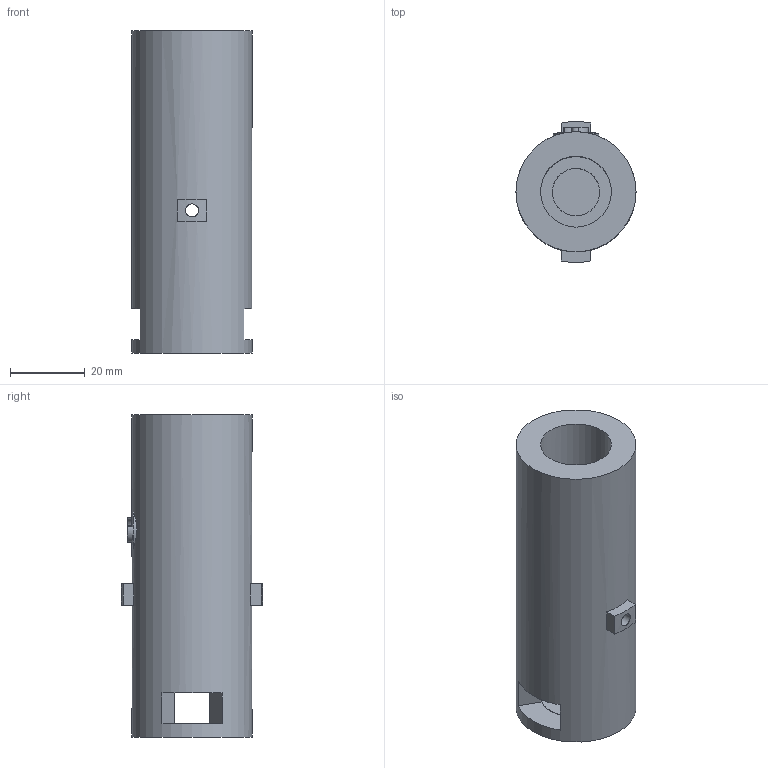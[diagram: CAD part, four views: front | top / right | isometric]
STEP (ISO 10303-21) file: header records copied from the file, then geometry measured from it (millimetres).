
FILE_DESCRIPTION(/* description */ (''),/* implementation_level */ '2;1');
FILE_NAME(/* name */ 'MotorHolder C6-5.step',/* time_stamp */ '2024-08-02T11:55:40-07:00',/* author */ (''),/* organization */ (''),/* preprocessor_version */ 'ST-DEVELOPER v20',/* originating_system */ 'Autodesk Translation Framework v13.14.0.145',/* authorisation */ '');
FILE_SCHEMA (('AUTOMOTIVE_DESIGN { 1 0 10303 214 3 1 1 }'));
Length unit declared in the file: millimetre
Products named in the file (1): MotorHolder C6-5
Bounding box: 32.2 x 37.84 x 86.36 mm (x, y, z)
Volume: 46511.2 mm3; surface area: 15954.8 mm2
Topology: 1 solids, 1 shells, 48 faces, 132 edges, 91 vertices
Faces by surface type: cylinder 23, plane 20, cone 5
Full cylindrical faces by diameter (mm): 2.2 x1, 2.368 x1, 3.5 x2, 3.505 x2, 6.583 x1, 12.7 x1, 19 x1, 32.204 x1
Entity records: 2065 total; most frequent: CARTESIAN_POINT 805, ORIENTED_EDGE 264, DIRECTION 236, EDGE_CURVE 132, VERTEX_POINT 91, AXIS2_PLACEMENT_3D 90, EDGE_LOOP 63, LINE 56
